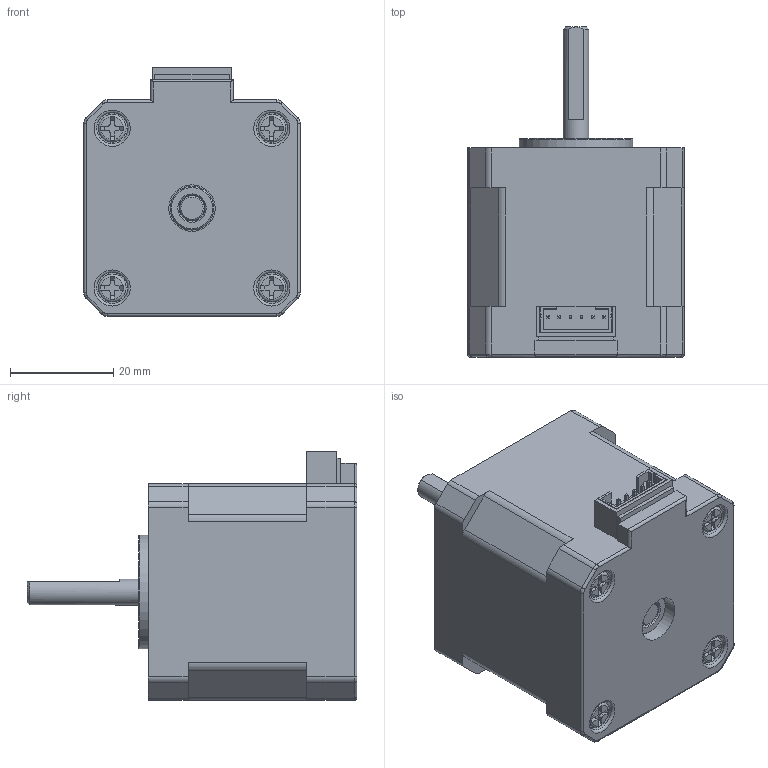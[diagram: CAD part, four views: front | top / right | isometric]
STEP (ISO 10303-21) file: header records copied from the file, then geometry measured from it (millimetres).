
FILE_DESCRIPTION(/* description */ (''),/* implementation_level */ '2;1');
FILE_NAME(/* name */ 'Stepper Motor Colored Smooth v2.step',/* time_stamp */ '2019-12-07T20:44:35+01:00',/* author */ (''),/* organization */ (''),/* preprocessor_version */ 'ST-DEVELOPER v18',/* originating_system */ 'Autodesk Translation Framework v8.12.0.6',/* authorisation */ '');
FILE_SCHEMA (('AUTOMOTIVE_DESIGN { 1 0 10303 214 3 1 1 }'));
Length unit declared in the file: millimetre
Products named in the file (1): Stepper Motor Colored Smooth
Bounding box: 42 x 64 x 48.25 mm (x, y, z)
Volume: 70195 mm3; surface area: 11733.8 mm2
Topology: 1 solids, 1 shells, 313 faces, 807 edges, 520 vertices
Faces by surface type: plane 212, cylinder 73, torus 17, cone 11
Full cylindrical faces by diameter (mm): 2.5 x4, 4.8 x1, 5 x2, 5.25 x1, 5.4 x4, 6 x4, 8.5 x1, 9 x1, 9.5 x1, 9.75 x1, 22 x1
Entity records: 9892 total; most frequent: CARTESIAN_POINT 1837, ORIENTED_EDGE 1614, DIRECTION 1588, EDGE_CURVE 807, LINE 546, VECTOR 546, AXIS2_PLACEMENT_3D 521, VERTEX_POINT 520
